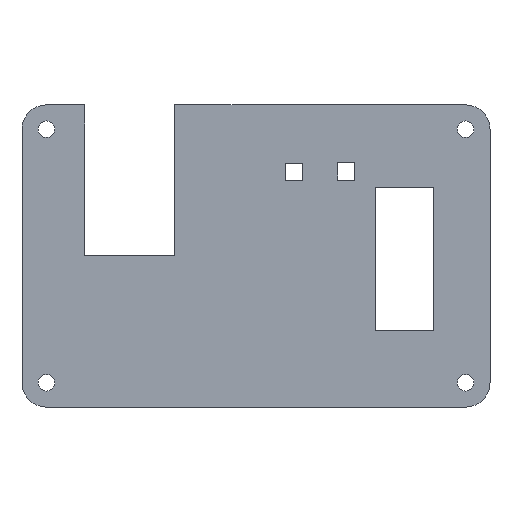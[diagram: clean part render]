
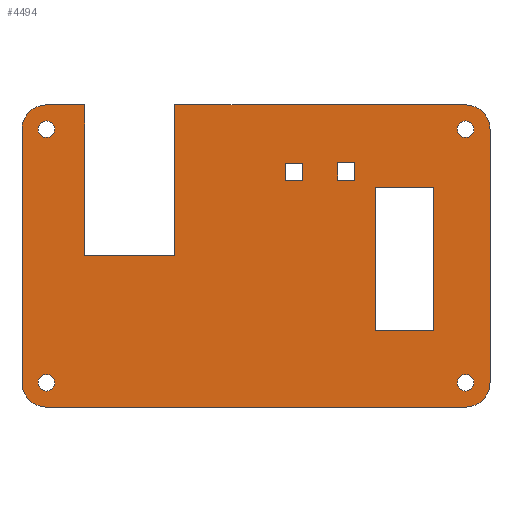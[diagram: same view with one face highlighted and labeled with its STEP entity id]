
A CAD part, top view. The second image highlights one B-rep face of the part: STEP entity #4494.
In plain terms, the highlighted planar face has unit normal (0, 0, 1).
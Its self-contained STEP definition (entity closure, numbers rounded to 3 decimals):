
#31=CIRCLE('',#4583,5.);
#32=CIRCLE('',#4587,5.);
#33=CIRCLE('',#4590,5.);
#34=CIRCLE('',#4593,5.);
#35=CIRCLE('',#4595,1.7);
#36=CIRCLE('',#4597,1.7);
#37=CIRCLE('',#4599,1.7);
#38=CIRCLE('',#4605,1.7);
#60=FACE_BOUND('',#993,.T.);
#61=FACE_BOUND('',#994,.T.);
#62=FACE_BOUND('',#995,.T.);
#63=FACE_BOUND('',#996,.T.);
#64=FACE_BOUND('',#997,.T.);
#65=FACE_BOUND('',#998,.T.);
#66=FACE_BOUND('',#999,.T.);
#733=FACE_OUTER_BOUND('',#992,.T.);
#992=EDGE_LOOP('',(#4142,#4143,#4144,#4145,#4146,#4147,#4148,#4149,#4150,
#4151,#4152,#4153));
#993=EDGE_LOOP('',(#4154,#4155,#4156,#4157));
#994=EDGE_LOOP('',(#4158,#4159,#4160,#4161));
#995=EDGE_LOOP('',(#4162));
#996=EDGE_LOOP('',(#4163,#4164,#4165,#4166));
#997=EDGE_LOOP('',(#4167));
#998=EDGE_LOOP('',(#4168));
#999=EDGE_LOOP('',(#4169));
#1319=LINE('',#8883,#1683);
#1323=LINE('',#8894,#1687);
#1326=LINE('',#8902,#1690);
#1332=LINE('',#8923,#1696);
#1334=LINE('',#8927,#1698);
#1336=LINE('',#8931,#1700);
#1338=LINE('',#8934,#1702);
#1341=LINE('',#8943,#1705);
#1343=LINE('',#8947,#1707);
#1345=LINE('',#8951,#1709);
#1347=LINE('',#8954,#1711);
#1349=LINE('',#8959,#1713);
#1351=LINE('',#8963,#1715);
#1353=LINE('',#8967,#1717);
#1355=LINE('',#8970,#1719);
#1356=LINE('',#8972,#1720);
#1357=LINE('',#8975,#1721);
#1359=LINE('',#8979,#1723);
#1361=LINE('',#8983,#1725);
#1363=LINE('',#8986,#1727);
#1683=VECTOR('',#5093,10.);
#1687=VECTOR('',#5105,10.);
#1690=VECTOR('',#5114,10.);
#1696=VECTOR('',#5138,10.);
#1698=VECTOR('',#5142,10.);
#1700=VECTOR('',#5146,10.);
#1702=VECTOR('',#5150,10.);
#1705=VECTOR('',#5159,10.);
#1707=VECTOR('',#5163,10.);
#1709=VECTOR('',#5167,10.);
#1711=VECTOR('',#5171,10.);
#1713=VECTOR('',#5175,10.);
#1715=VECTOR('',#5179,10.);
#1717=VECTOR('',#5183,10.);
#1719=VECTOR('',#5187,10.);
#1720=VECTOR('',#5190,10.);
#1721=VECTOR('',#5193,10.);
#1723=VECTOR('',#5197,10.);
#1725=VECTOR('',#5201,10.);
#1727=VECTOR('',#5205,10.);
#2144=VERTEX_POINT('',#8875);
#2145=VERTEX_POINT('',#8876);
#2146=VERTEX_POINT('',#8881);
#2147=VERTEX_POINT('',#8886);
#2148=VERTEX_POINT('',#8887);
#2149=VERTEX_POINT('',#8892);
#2150=VERTEX_POINT('',#8896);
#2151=VERTEX_POINT('',#8897);
#2152=VERTEX_POINT('',#8904);
#2153=VERTEX_POINT('',#8908);
#2154=VERTEX_POINT('',#8912);
#2155=VERTEX_POINT('',#8916);
#2156=VERTEX_POINT('',#8920);
#2157=VERTEX_POINT('',#8922);
#2158=VERTEX_POINT('',#8926);
#2159=VERTEX_POINT('',#8930);
#2160=VERTEX_POINT('',#8936);
#2161=VERTEX_POINT('',#8940);
#2162=VERTEX_POINT('',#8942);
#2163=VERTEX_POINT('',#8946);
#2164=VERTEX_POINT('',#8950);
#2165=VERTEX_POINT('',#8956);
#2166=VERTEX_POINT('',#8958);
#2167=VERTEX_POINT('',#8962);
#2168=VERTEX_POINT('',#8966);
#2169=VERTEX_POINT('',#8974);
#2170=VERTEX_POINT('',#8978);
#2171=VERTEX_POINT('',#8982);
#2782=EDGE_CURVE('',#2144,#2145,#31,.T.);
#2786=EDGE_CURVE('',#2144,#2146,#1319,.T.);
#2787=EDGE_CURVE('',#2147,#2148,#32,.T.);
#2791=EDGE_CURVE('',#2147,#2149,#1323,.T.);
#2792=EDGE_CURVE('',#2150,#2151,#33,.T.);
#2795=EDGE_CURVE('',#2150,#2145,#1326,.T.);
#2796=EDGE_CURVE('',#2152,#2149,#34,.T.);
#2799=EDGE_CURVE('',#2153,#2153,#35,.T.);
#2801=EDGE_CURVE('',#2154,#2154,#36,.T.);
#2803=EDGE_CURVE('',#2155,#2155,#37,.T.);
#2805=EDGE_CURVE('',#2157,#2156,#1332,.T.);
#2807=EDGE_CURVE('',#2158,#2157,#1334,.T.);
#2809=EDGE_CURVE('',#2159,#2158,#1336,.T.);
#2811=EDGE_CURVE('',#2156,#2159,#1338,.T.);
#2813=EDGE_CURVE('',#2160,#2160,#38,.T.);
#2815=EDGE_CURVE('',#2162,#2161,#1341,.T.);
#2817=EDGE_CURVE('',#2163,#2162,#1343,.T.);
#2819=EDGE_CURVE('',#2164,#2163,#1345,.T.);
#2821=EDGE_CURVE('',#2161,#2164,#1347,.T.);
#2823=EDGE_CURVE('',#2166,#2165,#1349,.T.);
#2825=EDGE_CURVE('',#2167,#2166,#1351,.T.);
#2827=EDGE_CURVE('',#2168,#2167,#1353,.T.);
#2829=EDGE_CURVE('',#2165,#2168,#1355,.T.);
#2830=EDGE_CURVE('',#2152,#2151,#1356,.T.);
#2831=EDGE_CURVE('',#2169,#2148,#1357,.T.);
#2833=EDGE_CURVE('',#2170,#2169,#1359,.T.);
#2835=EDGE_CURVE('',#2171,#2170,#1361,.T.);
#2837=EDGE_CURVE('',#2146,#2171,#1363,.T.);
#4142=ORIENTED_EDGE('',*,*,#2782,.F.);
#4143=ORIENTED_EDGE('',*,*,#2786,.T.);
#4144=ORIENTED_EDGE('',*,*,#2837,.T.);
#4145=ORIENTED_EDGE('',*,*,#2835,.T.);
#4146=ORIENTED_EDGE('',*,*,#2833,.T.);
#4147=ORIENTED_EDGE('',*,*,#2831,.T.);
#4148=ORIENTED_EDGE('',*,*,#2787,.F.);
#4149=ORIENTED_EDGE('',*,*,#2791,.T.);
#4150=ORIENTED_EDGE('',*,*,#2796,.F.);
#4151=ORIENTED_EDGE('',*,*,#2830,.T.);
#4152=ORIENTED_EDGE('',*,*,#2792,.F.);
#4153=ORIENTED_EDGE('',*,*,#2795,.T.);
#4154=ORIENTED_EDGE('',*,*,#2829,.T.);
#4155=ORIENTED_EDGE('',*,*,#2827,.T.);
#4156=ORIENTED_EDGE('',*,*,#2825,.T.);
#4157=ORIENTED_EDGE('',*,*,#2823,.T.);
#4158=ORIENTED_EDGE('',*,*,#2821,.T.);
#4159=ORIENTED_EDGE('',*,*,#2819,.T.);
#4160=ORIENTED_EDGE('',*,*,#2817,.T.);
#4161=ORIENTED_EDGE('',*,*,#2815,.T.);
#4162=ORIENTED_EDGE('',*,*,#2813,.T.);
#4163=ORIENTED_EDGE('',*,*,#2811,.T.);
#4164=ORIENTED_EDGE('',*,*,#2809,.T.);
#4165=ORIENTED_EDGE('',*,*,#2807,.T.);
#4166=ORIENTED_EDGE('',*,*,#2805,.T.);
#4167=ORIENTED_EDGE('',*,*,#2803,.T.);
#4168=ORIENTED_EDGE('',*,*,#2801,.T.);
#4169=ORIENTED_EDGE('',*,*,#2799,.T.);
#4256=PLANE('',#4619);
#4494=ADVANCED_FACE('',(#733,#60,#61,#62,#63,#64,#65,#66),#4256,.T.);
#4583=AXIS2_PLACEMENT_3D('',#8877,#5086,#5087);
#4587=AXIS2_PLACEMENT_3D('',#8888,#5098,#5099);
#4590=AXIS2_PLACEMENT_3D('',#8898,#5108,#5109);
#4593=AXIS2_PLACEMENT_3D('',#8905,#5117,#5118);
#4595=AXIS2_PLACEMENT_3D('',#8910,#5123,#5124);
#4597=AXIS2_PLACEMENT_3D('',#8914,#5128,#5129);
#4599=AXIS2_PLACEMENT_3D('',#8918,#5133,#5134);
#4605=AXIS2_PLACEMENT_3D('',#8938,#5154,#5155);
#4619=AXIS2_PLACEMENT_3D('',#8987,#5206,#5207);
#5086=DIRECTION('center_axis',(0.,0.,-1.));
#5087=DIRECTION('ref_axis',(0.707,0.707,0.));
#5093=DIRECTION('',(-1.,0.,0.));
#5098=DIRECTION('center_axis',(0.,0.,-1.));
#5099=DIRECTION('ref_axis',(-0.707,0.707,0.));
#5105=DIRECTION('',(0.,-1.,0.));
#5108=DIRECTION('center_axis',(0.,0.,-1.));
#5109=DIRECTION('ref_axis',(0.707,-0.707,0.));
#5114=DIRECTION('',(0.,1.,0.));
#5117=DIRECTION('center_axis',(0.,0.,-1.));
#5118=DIRECTION('ref_axis',(-0.707,-0.707,0.));
#5123=DIRECTION('center_axis',(0.,0.,-1.));
#5124=DIRECTION('ref_axis',(1.,0.,0.));
#5128=DIRECTION('center_axis',(0.,0.,-1.));
#5129=DIRECTION('ref_axis',(1.,0.,0.));
#5133=DIRECTION('center_axis',(0.,0.,-1.));
#5134=DIRECTION('ref_axis',(1.,0.,0.));
#5138=DIRECTION('',(0.,-1.,0.));
#5142=DIRECTION('',(1.,0.,0.));
#5146=DIRECTION('',(0.,1.,0.));
#5150=DIRECTION('',(-1.,0.,0.));
#5154=DIRECTION('center_axis',(0.,0.,-1.));
#5155=DIRECTION('ref_axis',(1.,0.,0.));
#5159=DIRECTION('',(0.,-1.,0.));
#5163=DIRECTION('',(1.,0.,0.));
#5167=DIRECTION('',(0.,1.,0.));
#5171=DIRECTION('',(-1.,0.,0.));
#5175=DIRECTION('',(0.,1.,0.));
#5179=DIRECTION('',(-1.,0.,0.));
#5183=DIRECTION('',(0.,-1.,0.));
#5187=DIRECTION('',(1.,0.,0.));
#5190=DIRECTION('',(1.,0.,0.));
#5193=DIRECTION('',(-1.,0.,0.));
#5197=DIRECTION('',(0.,1.,0.));
#5201=DIRECTION('',(-1.,0.,0.));
#5205=DIRECTION('',(0.,-1.,0.));
#5206=DIRECTION('center_axis',(0.,0.,1.));
#5207=DIRECTION('ref_axis',(1.,0.,0.));
#8875=CARTESIAN_POINT('',(78.847,-6.353,1.5));
#8876=CARTESIAN_POINT('',(83.847,-11.353,1.5));
#8877=CARTESIAN_POINT('Origin',(78.847,-11.353,1.5));
#8881=CARTESIAN_POINT('',(19.115,-6.353,1.5));
#8883=CARTESIAN_POINT('',(-12.278,-6.353,1.5));
#8886=CARTESIAN_POINT('',(-12.278,-11.353,1.5));
#8887=CARTESIAN_POINT('',(-7.278,-6.353,1.5));
#8888=CARTESIAN_POINT('Origin',(-7.278,-11.353,1.5));
#8892=CARTESIAN_POINT('',(-12.278,-63.428,1.5));
#8894=CARTESIAN_POINT('',(-12.278,-68.428,1.5));
#8896=CARTESIAN_POINT('',(83.847,-63.428,1.5));
#8897=CARTESIAN_POINT('',(78.847,-68.428,1.5));
#8898=CARTESIAN_POINT('Origin',(78.847,-63.428,1.5));
#8902=CARTESIAN_POINT('',(83.847,-6.353,1.5));
#8904=CARTESIAN_POINT('',(-7.278,-68.428,1.5));
#8905=CARTESIAN_POINT('Origin',(-7.278,-63.428,1.5));
#8908=CARTESIAN_POINT('',(77.147,-11.353,1.5));
#8910=CARTESIAN_POINT('Origin',(78.847,-11.353,1.5));
#8912=CARTESIAN_POINT('',(77.147,-63.428,1.5));
#8914=CARTESIAN_POINT('Origin',(78.847,-63.428,1.5));
#8916=CARTESIAN_POINT('',(-8.978,-11.353,1.5));
#8918=CARTESIAN_POINT('Origin',(-7.278,-11.353,1.5));
#8920=CARTESIAN_POINT('',(56.059,-21.784,1.5));
#8922=CARTESIAN_POINT('',(56.059,-18.284,1.5));
#8923=CARTESIAN_POINT('',(56.059,-18.284,1.5));
#8926=CARTESIAN_POINT('',(52.559,-18.284,1.5));
#8927=CARTESIAN_POINT('',(52.559,-18.284,1.5));
#8930=CARTESIAN_POINT('',(52.559,-21.784,1.5));
#8931=CARTESIAN_POINT('',(52.559,-21.784,1.5));
#8934=CARTESIAN_POINT('',(56.059,-21.784,1.5));
#8936=CARTESIAN_POINT('',(-8.978,-63.428,1.5));
#8938=CARTESIAN_POINT('Origin',(-7.278,-63.428,1.5));
#8940=CARTESIAN_POINT('',(72.26,-52.759,1.5));
#8942=CARTESIAN_POINT('',(72.26,-23.259,1.5));
#8943=CARTESIAN_POINT('',(72.26,-23.259,1.5));
#8946=CARTESIAN_POINT('',(60.26,-23.259,1.5));
#8947=CARTESIAN_POINT('',(60.26,-23.259,1.5));
#8950=CARTESIAN_POINT('',(60.26,-52.759,1.5));
#8951=CARTESIAN_POINT('',(60.26,-52.759,1.5));
#8954=CARTESIAN_POINT('',(72.26,-52.759,1.5));
#8956=CARTESIAN_POINT('',(41.909,-18.309,1.5));
#8958=CARTESIAN_POINT('',(41.909,-21.809,1.5));
#8959=CARTESIAN_POINT('',(41.909,-21.809,1.5));
#8962=CARTESIAN_POINT('',(45.409,-21.809,1.5));
#8963=CARTESIAN_POINT('',(45.409,-21.809,1.5));
#8966=CARTESIAN_POINT('',(45.409,-18.309,1.5));
#8967=CARTESIAN_POINT('',(45.409,-18.309,1.5));
#8970=CARTESIAN_POINT('',(41.909,-18.309,1.5));
#8972=CARTESIAN_POINT('',(83.847,-68.428,1.5));
#8974=CARTESIAN_POINT('',(0.615,-6.353,1.5));
#8975=CARTESIAN_POINT('',(-12.278,-6.353,1.5));
#8978=CARTESIAN_POINT('',(0.615,-37.353,1.5));
#8979=CARTESIAN_POINT('',(0.615,-37.353,1.5));
#8982=CARTESIAN_POINT('',(19.115,-37.353,1.5));
#8983=CARTESIAN_POINT('',(19.115,-37.353,1.5));
#8986=CARTESIAN_POINT('',(19.115,-6.353,1.5));
#8987=CARTESIAN_POINT('Origin',(35.785,-37.391,1.5));
